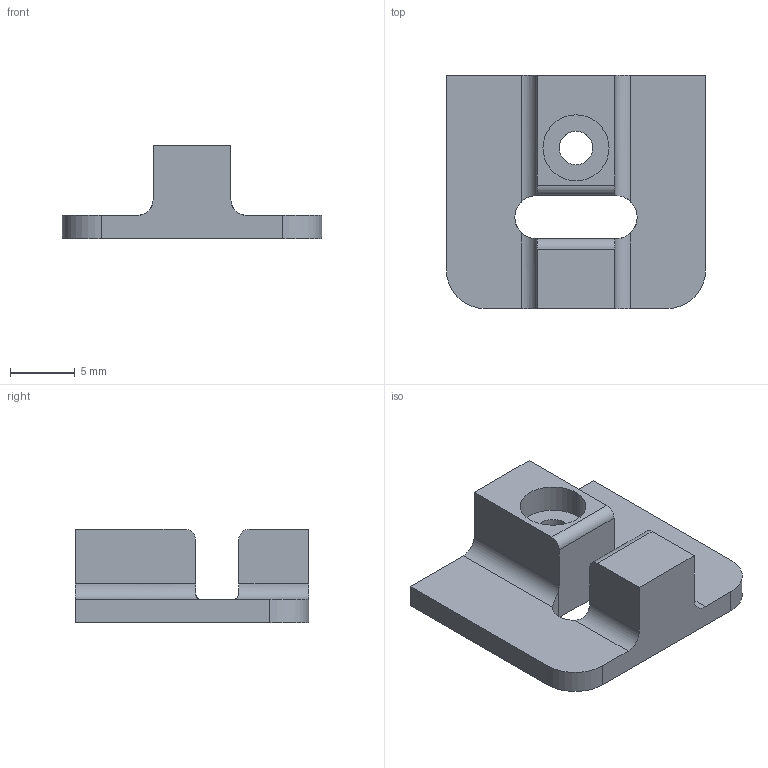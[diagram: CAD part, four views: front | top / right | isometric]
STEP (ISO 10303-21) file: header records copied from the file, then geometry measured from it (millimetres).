
FILE_DESCRIPTION (( 'STEP AP203' ), '1' );
FILE_NAME ('Trick Truck Belt Spacer.STEP', '2015-04-25T22:08:01', ( '' ), ( '' ), 'SwSTEP 2.0', 'SolidWorks 2013', '' );
FILE_SCHEMA (( 'CONFIG_CONTROL_DESIGN' ));
Length unit declared in the file: millimetre
Products named in the file (1): Trick Truck Belt Spacer
Bounding box: 20 x 18 x 7.2 mm (x, y, z)
Volume: 999.5 mm3; surface area: 1163.2 mm2
Topology: 1 solids, 1 shells, 31 faces, 87 edges, 58 vertices
Faces by surface type: plane 16, cylinder 15
Entity records: 1124 total; most frequent: CARTESIAN_POINT 213, DIRECTION 177, ORIENTED_EDGE 174, EDGE_CURVE 87, AXIS2_PLACEMENT_3D 62, VERTEX_POINT 58, LINE 53, VECTOR 53
